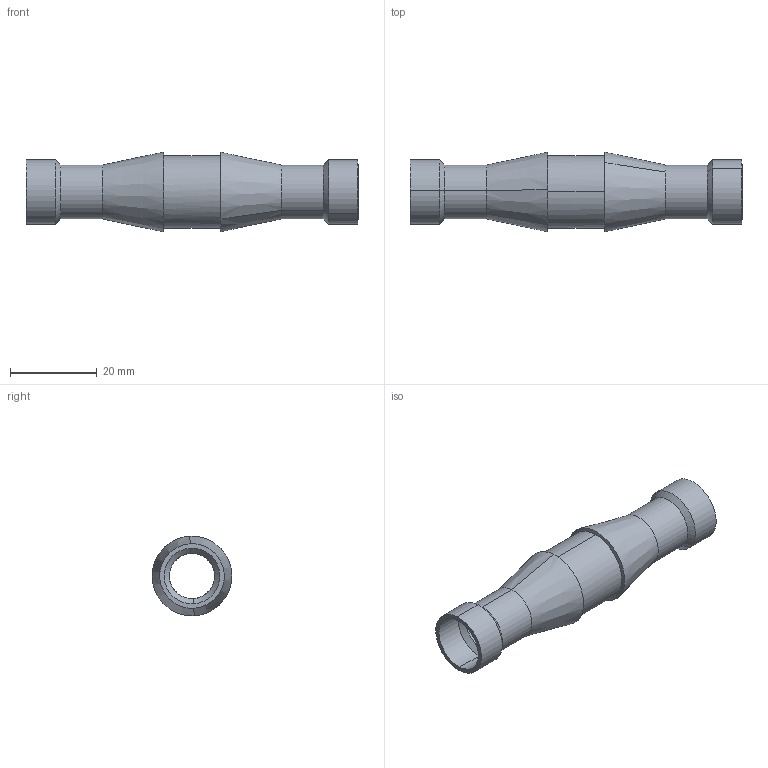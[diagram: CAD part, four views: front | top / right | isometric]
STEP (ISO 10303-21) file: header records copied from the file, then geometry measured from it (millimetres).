
FILE_DESCRIPTION (( 'STEP AP203' ), '1' );
FILE_NAME ('A0580-1-W.STEP', '2011-10-05T14:57:27', ( '' ), ( '' ), 'SwSTEP 2.0', 'SolidWorks 2011', '' );
FILE_SCHEMA (( 'CONFIG_CONTROL_DESIGN' ));
Length unit declared in the file: inch
Products named in the file (1): A0580-1-W
Bounding box: 76.5 x 18.33 x 18.33 mm (x, y, z)
Volume: 5181.3 mm3; surface area: 6783 mm2
Topology: 1 solids, 1 shells, 44 faces, 92 edges, 52 vertices
Faces by surface type: cylinder 20, cone 20, plane 4
Entity records: 1247 total; most frequent: DIRECTION 234, CARTESIAN_POINT 189, ORIENTED_EDGE 184, AXIS2_PLACEMENT_3D 97, EDGE_CURVE 92, VERTEX_POINT 52, CIRCLE 52, EDGE_LOOP 48
